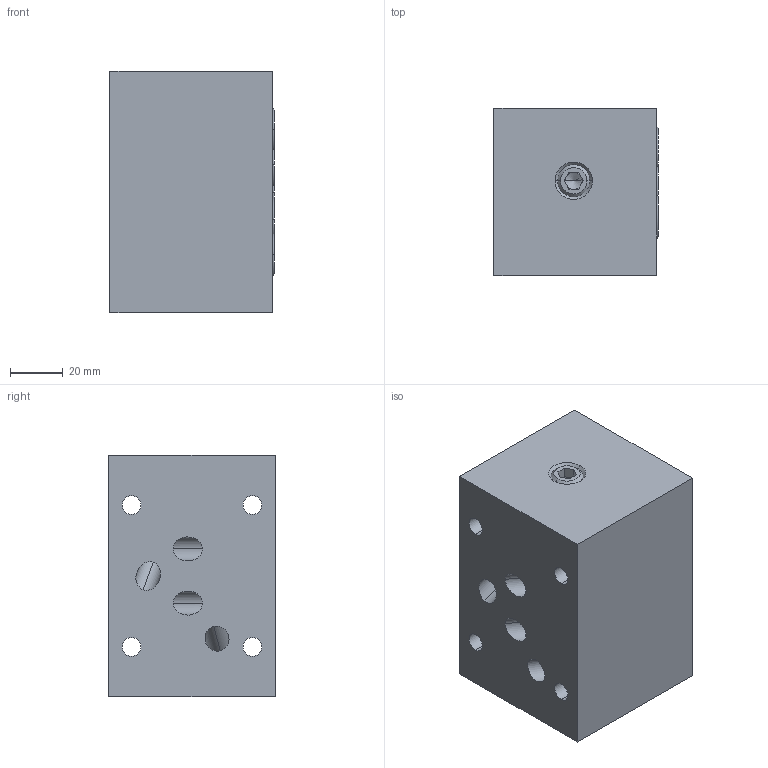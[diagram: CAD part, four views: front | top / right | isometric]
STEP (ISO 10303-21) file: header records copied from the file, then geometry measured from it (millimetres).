
FILE_DESCRIPTION((''),'2;1');
FILE_NAME('ZVK_ASM','2019-11-19T',('ProEService'),(''),'PRO/ENGINEER BY PARAMETRIC TECHNOLOGY CORPORATION, 2014200','PRO/ENGINEER BY PARAMETRIC TECHNOLOGY CORPORATION, 2014200','');
FILE_SCHEMA(('CONFIG_CONTROL_DESIGN'));
Length unit declared in the file: inch
Products named in the file (4): 150-602; 340-003; 500-001-014; ZVK_ASM
Assembly tree (7 placements, depth 2):
  ZVK_ASM
    150-602
    340-003
    500-001-014  x5
Bounding box: 62.46 x 63.5 x 92.08 mm (x, y, z)
Volume: 303292.8 mm3; surface area: 50486.7 mm2
Topology: 7 solids, 7 shells, 126 faces, 521 edges, 518 vertices
Faces by surface type: cylinder 50, plane 27, cone 22, revolution 20, sphere 7
Entity records: 6114 total; most frequent: CARTESIAN_POINT 2230, DIRECTION 794, ORIENTED_EDGE 564, VECTOR 310, LINE 310, EDGE_CURVE 282, AXIS2_PLACEMENT_3D 240, TRIMMED_CURVE 195
